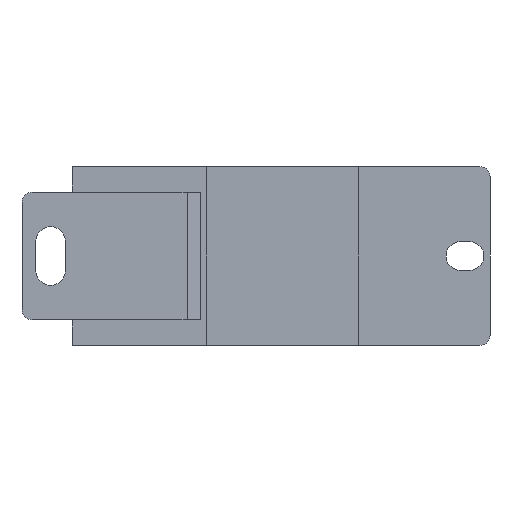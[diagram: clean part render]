
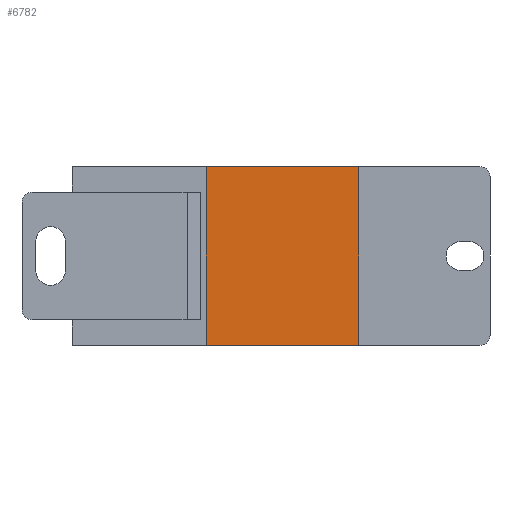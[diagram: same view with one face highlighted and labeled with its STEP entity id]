
A CAD part, front view. The second image highlights one B-rep face of the part: STEP entity #6782.
In plain terms, the highlighted planar face has unit normal (0, -1, 0).
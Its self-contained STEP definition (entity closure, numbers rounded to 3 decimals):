
#761 = PLANE('',#762);
#762 = AXIS2_PLACEMENT_3D('',#763,#764,#765);
#763 = CARTESIAN_POINT('',(-0.616,19.363,35.));
#764 = DIRECTION('',(0.,0.,-1.));
#765 = DIRECTION('',(0.,1.,0.));
#817 = PLANE('',#818);
#818 = AXIS2_PLACEMENT_3D('',#819,#820,#821);
#819 = CARTESIAN_POINT('',(-0.616,19.363,0.));
#820 = DIRECTION('',(0.,0.,-1.));
#821 = DIRECTION('',(0.,1.,0.));
#2397 = VERTEX_POINT('',#2398);
#2398 = CARTESIAN_POINT('',(-14.801,0.5,35.));
#2412 = PLANE('',#2413);
#2413 = AXIS2_PLACEMENT_3D('',#2414,#2415,#2416);
#2414 = CARTESIAN_POINT('',(-14.801,5.2,35.));
#2415 = DIRECTION('',(-1.,0.,0.));
#2416 = DIRECTION('',(0.,0.,1.));
#2424 = EDGE_CURVE('',#2425,#2397,#2427,.T.);
#2425 = VERTEX_POINT('',#2426);
#2426 = CARTESIAN_POINT('',(17.499,0.5,35.));
#2427 = SURFACE_CURVE('',#2428,(#2432,#2439),.PCURVE_S1.);
#2428 = LINE('',#2429,#2430);
#2429 = CARTESIAN_POINT('',(17.499,0.5,35.));
#2430 = VECTOR('',#2431,1.);
#2431 = DIRECTION('',(-1.,0.,0.));
#2432 = PCURVE('',#761,#2433);
#2433 = DEFINITIONAL_REPRESENTATION('',(#2434),#2438);
#2434 = LINE('',#2435,#2436);
#2435 = CARTESIAN_POINT('',(-18.863,18.115));
#2436 = VECTOR('',#2437,1.);
#2437 = DIRECTION('',(0.,-1.));
#2438 = ( GEOMETRIC_REPRESENTATION_CONTEXT(2) 
PARAMETRIC_REPRESENTATION_CONTEXT() REPRESENTATION_CONTEXT('2D SPACE',''
  ) );
#2439 = PCURVE('',#2440,#2445);
#2440 = PLANE('',#2441);
#2441 = AXIS2_PLACEMENT_3D('',#2442,#2443,#2444);
#2442 = CARTESIAN_POINT('',(-14.801,0.5,35.));
#2443 = DIRECTION('',(0.,-1.,0.));
#2444 = DIRECTION('',(0.,0.,-1.));
#2445 = DEFINITIONAL_REPRESENTATION('',(#2446),#2450);
#2446 = LINE('',#2447,#2448);
#2447 = CARTESIAN_POINT('',(0.,32.3));
#2448 = VECTOR('',#2449,1.);
#2449 = DIRECTION('',(0.,-1.));
#2450 = ( GEOMETRIC_REPRESENTATION_CONTEXT(2) 
PARAMETRIC_REPRESENTATION_CONTEXT() REPRESENTATION_CONTEXT('2D SPACE',''
  ) );
#2468 = PLANE('',#2469);
#2469 = AXIS2_PLACEMENT_3D('',#2470,#2471,#2472);
#2470 = CARTESIAN_POINT('',(17.499,0.5,35.));
#2471 = DIRECTION('',(-1.,0.,0.));
#2472 = DIRECTION('',(0.,0.,1.));
#6738 = VERTEX_POINT('',#6739);
#6739 = CARTESIAN_POINT('',(-14.801,0.5,0.));
#6760 = EDGE_CURVE('',#2397,#6738,#6761,.T.);
#6761 = SURFACE_CURVE('',#6762,(#6766,#6773),.PCURVE_S1.);
#6762 = LINE('',#6763,#6764);
#6763 = CARTESIAN_POINT('',(-14.801,0.5,35.));
#6764 = VECTOR('',#6765,1.);
#6765 = DIRECTION('',(0.,0.,-1.));
#6766 = PCURVE('',#2412,#6767);
#6767 = DEFINITIONAL_REPRESENTATION('',(#6768),#6772);
#6768 = LINE('',#6769,#6770);
#6769 = CARTESIAN_POINT('',(0.,-4.7));
#6770 = VECTOR('',#6771,1.);
#6771 = DIRECTION('',(-1.,0.));
#6772 = ( GEOMETRIC_REPRESENTATION_CONTEXT(2) 
PARAMETRIC_REPRESENTATION_CONTEXT() REPRESENTATION_CONTEXT('2D SPACE',''
  ) );
#6773 = PCURVE('',#2440,#6774);
#6774 = DEFINITIONAL_REPRESENTATION('',(#6775),#6779);
#6775 = LINE('',#6776,#6777);
#6776 = CARTESIAN_POINT('',(0.,0.));
#6777 = VECTOR('',#6778,1.);
#6778 = DIRECTION('',(1.,0.));
#6779 = ( GEOMETRIC_REPRESENTATION_CONTEXT(2) 
PARAMETRIC_REPRESENTATION_CONTEXT() REPRESENTATION_CONTEXT('2D SPACE',''
  ) );
#6782 = ADVANCED_FACE('',(#6783),#2440,.T.);
#6783 = FACE_BOUND('',#6784,.T.);
#6784 = EDGE_LOOP('',(#6785,#6808,#6829,#6830));
#6785 = ORIENTED_EDGE('',*,*,#6786,.T.);
#6786 = EDGE_CURVE('',#6738,#6787,#6789,.T.);
#6787 = VERTEX_POINT('',#6788);
#6788 = CARTESIAN_POINT('',(17.499,0.5,0.));
#6789 = SURFACE_CURVE('',#6790,(#6794,#6801),.PCURVE_S1.);
#6790 = LINE('',#6791,#6792);
#6791 = CARTESIAN_POINT('',(-14.801,0.5,0.));
#6792 = VECTOR('',#6793,1.);
#6793 = DIRECTION('',(1.,0.,0.));
#6794 = PCURVE('',#2440,#6795);
#6795 = DEFINITIONAL_REPRESENTATION('',(#6796),#6800);
#6796 = LINE('',#6797,#6798);
#6797 = CARTESIAN_POINT('',(35.,0.));
#6798 = VECTOR('',#6799,1.);
#6799 = DIRECTION('',(0.,1.));
#6800 = ( GEOMETRIC_REPRESENTATION_CONTEXT(2) 
PARAMETRIC_REPRESENTATION_CONTEXT() REPRESENTATION_CONTEXT('2D SPACE',''
  ) );
#6801 = PCURVE('',#817,#6802);
#6802 = DEFINITIONAL_REPRESENTATION('',(#6803),#6807);
#6803 = LINE('',#6804,#6805);
#6804 = CARTESIAN_POINT('',(-18.863,-14.185));
#6805 = VECTOR('',#6806,1.);
#6806 = DIRECTION('',(0.,1.));
#6807 = ( GEOMETRIC_REPRESENTATION_CONTEXT(2) 
PARAMETRIC_REPRESENTATION_CONTEXT() REPRESENTATION_CONTEXT('2D SPACE',''
  ) );
#6808 = ORIENTED_EDGE('',*,*,#6809,.F.);
#6809 = EDGE_CURVE('',#2425,#6787,#6810,.T.);
#6810 = SURFACE_CURVE('',#6811,(#6815,#6822),.PCURVE_S1.);
#6811 = LINE('',#6812,#6813);
#6812 = CARTESIAN_POINT('',(17.499,0.5,35.));
#6813 = VECTOR('',#6814,1.);
#6814 = DIRECTION('',(0.,0.,-1.));
#6815 = PCURVE('',#2440,#6816);
#6816 = DEFINITIONAL_REPRESENTATION('',(#6817),#6821);
#6817 = LINE('',#6818,#6819);
#6818 = CARTESIAN_POINT('',(0.,32.3));
#6819 = VECTOR('',#6820,1.);
#6820 = DIRECTION('',(1.,0.));
#6821 = ( GEOMETRIC_REPRESENTATION_CONTEXT(2) 
PARAMETRIC_REPRESENTATION_CONTEXT() REPRESENTATION_CONTEXT('2D SPACE',''
  ) );
#6822 = PCURVE('',#2468,#6823);
#6823 = DEFINITIONAL_REPRESENTATION('',(#6824),#6828);
#6824 = LINE('',#6825,#6826);
#6825 = CARTESIAN_POINT('',(0.,0.));
#6826 = VECTOR('',#6827,1.);
#6827 = DIRECTION('',(-1.,0.));
#6828 = ( GEOMETRIC_REPRESENTATION_CONTEXT(2) 
PARAMETRIC_REPRESENTATION_CONTEXT() REPRESENTATION_CONTEXT('2D SPACE',''
  ) );
#6829 = ORIENTED_EDGE('',*,*,#2424,.T.);
#6830 = ORIENTED_EDGE('',*,*,#6760,.T.);
